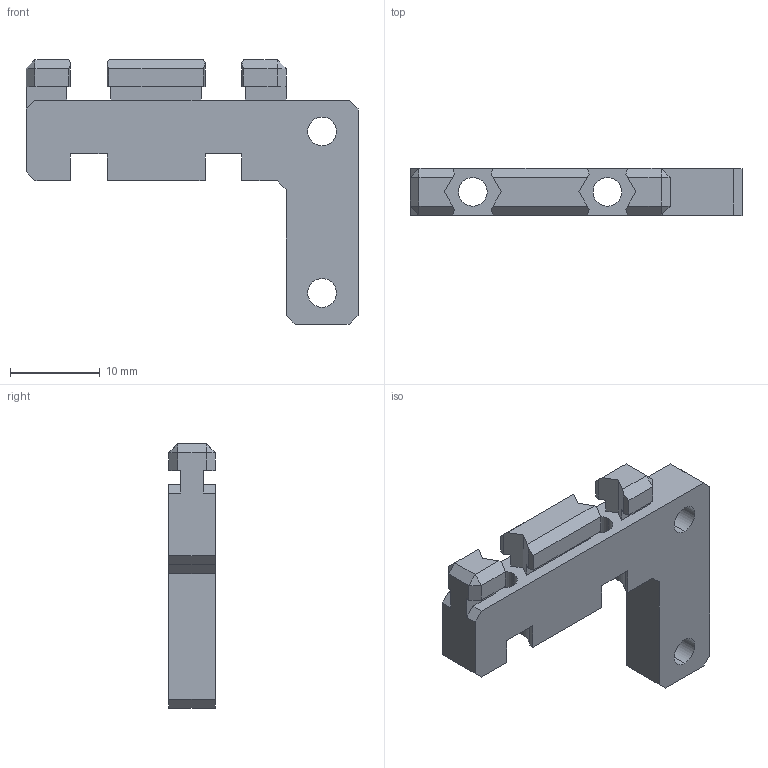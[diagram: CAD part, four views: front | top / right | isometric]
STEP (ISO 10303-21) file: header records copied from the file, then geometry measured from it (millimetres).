
FILE_DESCRIPTION (( 'STEP AP214' ), '1' );
FILE_NAME ('Hybrid_motor.STEP', '2014-07-25T16:47:50', ( 'Cesar' ), ( '' ), 'SwSTEP 2.0', 'SolidWorks 2013', '' );
FILE_SCHEMA (( 'AUTOMOTIVE_DESIGN' ));
Length unit declared in the file: millimetre
Products named in the file (1): Hybrid_motor
Bounding box: 37 x 5.2 x 29.5 mm (x, y, z)
Volume: 2288.4 mm3; surface area: 2141 mm2
Topology: 1 solids, 1 shells, 109 faces, 297 edges, 194 vertices
Faces by surface type: plane 95, cylinder 14
Entity records: 3433 total; most frequent: CARTESIAN_POINT 601, ORIENTED_EDGE 594, DIRECTION 545, EDGE_CURVE 297, LINE 269, VECTOR 269, VERTEX_POINT 194, AXIS2_PLACEMENT_3D 138
